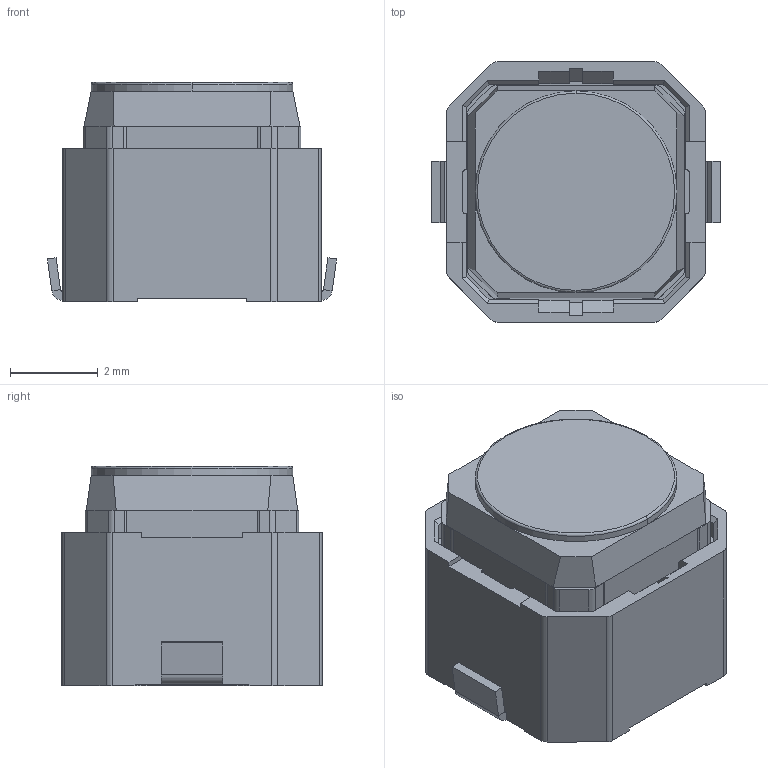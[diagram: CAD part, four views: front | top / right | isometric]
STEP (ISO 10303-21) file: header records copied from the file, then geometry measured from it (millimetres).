
FILE_DESCRIPTION (( 'STEP AP214' ), '1' );
FILE_NAME ('SKPMAP.STEP', '2009-07-28T07:32:36', ( '' ), ( '' ), 'SwSTEP 2.0', 'SolidWorks 2007', '' );
FILE_SCHEMA (( 'AUTOMOTIVE_DESIGN' ));
Length unit declared in the file: millimetre
Products named in the file (1): SKPMAP
Bounding box: 6.6 x 5.94 x 5 mm (x, y, z)
Volume: 145.3 mm3; surface area: 186.6 mm2
Topology: 1 solids, 1 shells, 169 faces, 462 edges, 296 vertices
Faces by surface type: plane 129, cylinder 38, torus 2
Entity records: 6107 total; most frequent: CARTESIAN_POINT 928, ORIENTED_EDGE 924, DIRECTION 884, EDGE_CURVE 462, VECTOR 380, LINE 380, VERTEX_POINT 296, AXIS2_PLACEMENT_3D 252
